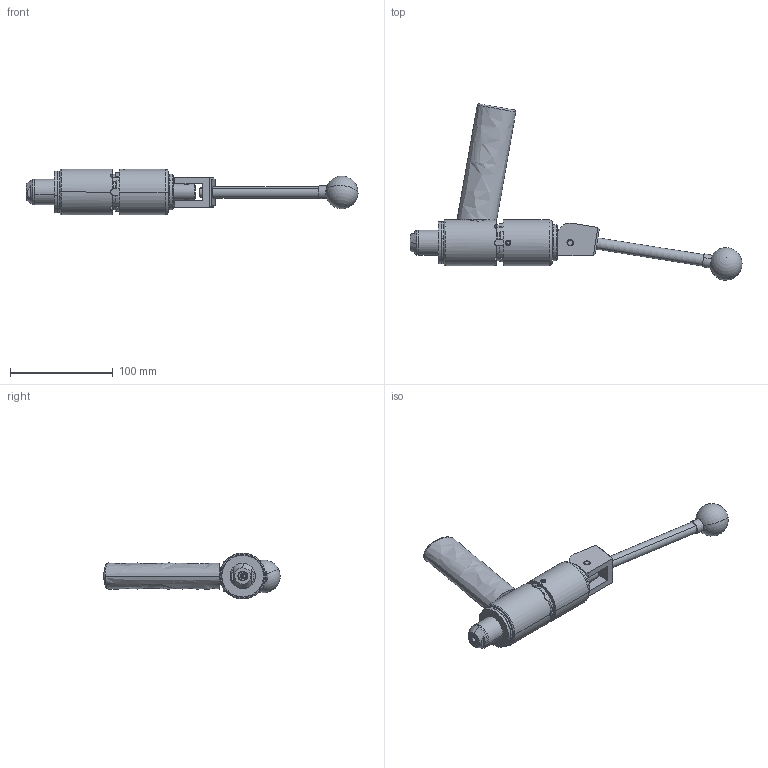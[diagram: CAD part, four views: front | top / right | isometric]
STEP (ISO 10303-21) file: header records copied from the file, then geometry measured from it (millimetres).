
FILE_DESCRIPTION (( 'STEP AP214' ), '1' );
FILE_NAME ('CTSC-003860.STEP', '2025-06-25T20:55:58', ( '' ), ( '' ), 'SwSTEP 2.0', 'SolidWorks 2023', '' );
FILE_SCHEMA (( 'AUTOMOTIVE_DESIGN' ));
Length unit declared in the file: inch
Products named in the file (1): CTSC-003860
Bounding box: 323.28 x 171.73 x 44.45 mm (x, y, z)
Volume: 301945.6 mm3; surface area: 75416.2 mm2
Topology: 10 solids, 11 shells, 327 faces, 799 edges, 510 vertices
Faces by surface type: cylinder 140, plane 117, cone 48, torus 13, bspline 7, sphere 2
Entity records: 16136 total; most frequent: CARTESIAN_POINT 4353, DIRECTION 1590, ORIENTED_EDGE 1580, EDGE_CURVE 790, AXIS2_PLACEMENT_3D 622, VERTEX_POINT 507, EDGE_LOOP 369, VECTOR 346
